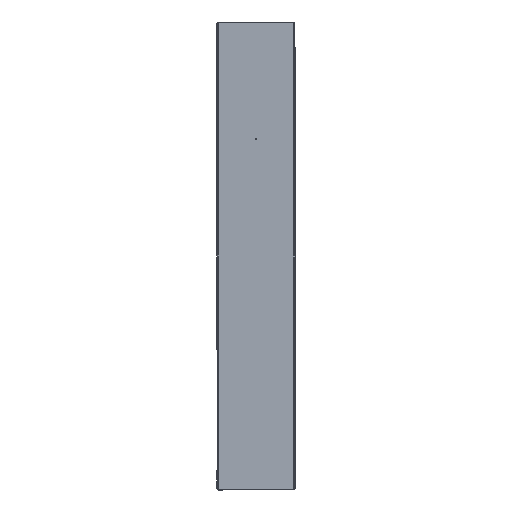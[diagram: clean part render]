
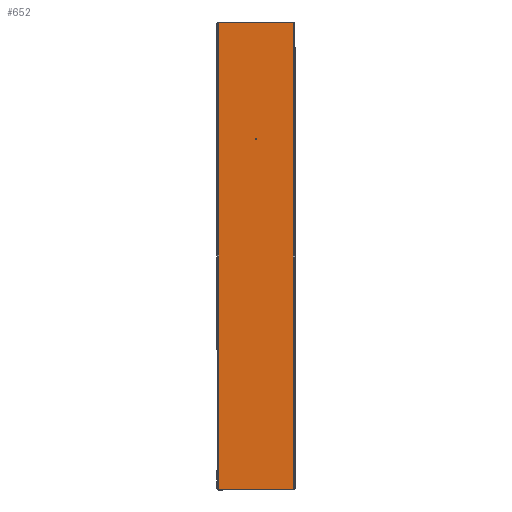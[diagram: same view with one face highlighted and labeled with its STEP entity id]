
A CAD part, left-side view. The second image highlights one B-rep face of the part: STEP entity #652.
In plain terms, the highlighted face is planar.
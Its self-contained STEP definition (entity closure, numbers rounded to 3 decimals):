
#14 = CARTESIAN_POINT ( 'NONE',  ( -597.66, 0., 0. ) ) ;
#23 = DIRECTION ( 'NONE',  ( -1., 0., 0. ) ) ;
#27 = CARTESIAN_POINT ( 'NONE',  ( 0., 0., 0. ) ) ;
#67 = CARTESIAN_POINT ( 'NONE',  ( -148.83, 48., 0. ) ) ;
#99 = EDGE_CURVE ( 'NONE', #647, #2264, #528, .T. ) ;
#121 = VECTOR ( 'NONE', #792, 1000. ) ;
#198 = DIRECTION ( 'NONE',  ( 1., 0., 0. ) ) ;
#284 = CARTESIAN_POINT ( 'NONE',  ( -149.33, 48., 0. ) ) ;
#289 = DIRECTION ( 'NONE',  ( 0., -1., 0. ) ) ;
#290 = DIRECTION ( 'NONE',  ( 1., 0., 0. ) ) ;
#305 = CIRCLE ( 'NONE', #915, 0.5 ) ;
#354 = VERTEX_POINT ( 'NONE', #284 ) ;
#394 = VERTEX_POINT ( 'NONE', #1369 ) ;
#427 = DIRECTION ( 'NONE',  ( 0., 0., -1. ) ) ;
#474 = EDGE_LOOP ( 'NONE', ( #2184, #1509 ) ) ;
#528 = LINE ( 'NONE', #2029, #2315 ) ;
#572 = VECTOR ( 'NONE', #289, 1000. ) ;
#635 = EDGE_LOOP ( 'NONE', ( #1985, #1567, #1799, #2085 ) ) ;
#647 = VERTEX_POINT ( 'NONE', #14 ) ;
#652 = ADVANCED_FACE ( 'NONE', ( #1097, #735 ), #1319, .T. ) ;
#657 = CARTESIAN_POINT ( 'NONE',  ( 0., 96., 0. ) ) ;
#735 = FACE_OUTER_BOUND ( 'NONE', #635, .T. ) ;
#792 = DIRECTION ( 'NONE',  ( 0., 1., 0. ) ) ;
#833 = DIRECTION ( 'NONE',  ( 0., 0., -1. ) ) ;
#915 = AXIS2_PLACEMENT_3D ( 'NONE', #1600, #833, #290 ) ;
#1011 = CARTESIAN_POINT ( 'NONE',  ( 0., 0., 0. ) ) ;
#1081 = CARTESIAN_POINT ( 'NONE',  ( 0., 96., 0. ) ) ;
#1097 = FACE_BOUND ( 'NONE', #474, .T. ) ;
#1106 = LINE ( 'NONE', #1081, #1466 ) ;
#1134 = DIRECTION ( 'NONE',  ( 0., 0., 1. ) ) ;
#1157 = CARTESIAN_POINT ( 'NONE',  ( -148.33, 48., 0. ) ) ;
#1319 = PLANE ( 'NONE',  #2235 ) ;
#1338 = LINE ( 'NONE', #1011, #121 ) ;
#1347 = AXIS2_PLACEMENT_3D ( 'NONE', #67, #427, #2308 ) ;
#1369 = CARTESIAN_POINT ( 'NONE',  ( -597.66, 96., 0. ) ) ;
#1466 = VECTOR ( 'NONE', #23, 1000. ) ;
#1478 = EDGE_CURVE ( 'NONE', #354, #1809, #2363, .T. ) ;
#1509 = ORIENTED_EDGE ( 'NONE', *, *, #1572, .T. ) ;
#1567 = ORIENTED_EDGE ( 'NONE', *, *, #2119, .T. ) ;
#1572 = EDGE_CURVE ( 'NONE', #1809, #354, #305, .T. ) ;
#1577 = VERTEX_POINT ( 'NONE', #657 ) ;
#1600 = CARTESIAN_POINT ( 'NONE',  ( -148.83, 48., 0. ) ) ;
#1779 = CARTESIAN_POINT ( 'NONE',  ( 0., 0., 0. ) ) ;
#1791 = EDGE_CURVE ( 'NONE', #2264, #1577, #1338, .T. ) ;
#1799 = ORIENTED_EDGE ( 'NONE', *, *, #1948, .T. ) ;
#1809 = VERTEX_POINT ( 'NONE', #1157 ) ;
#1834 = DIRECTION ( 'NONE',  ( 1., 0., 0. ) ) ;
#1948 = EDGE_CURVE ( 'NONE', #394, #647, #2017, .T. ) ;
#1977 = CARTESIAN_POINT ( 'NONE',  ( -597.66, 0., 0. ) ) ;
#1985 = ORIENTED_EDGE ( 'NONE', *, *, #1791, .T. ) ;
#2017 = LINE ( 'NONE', #1977, #572 ) ;
#2029 = CARTESIAN_POINT ( 'NONE',  ( 0., 0., 0. ) ) ;
#2085 = ORIENTED_EDGE ( 'NONE', *, *, #99, .T. ) ;
#2119 = EDGE_CURVE ( 'NONE', #1577, #394, #1106, .T. ) ;
#2184 = ORIENTED_EDGE ( 'NONE', *, *, #1478, .T. ) ;
#2235 = AXIS2_PLACEMENT_3D ( 'NONE', #27, #1134, #198 ) ;
#2264 = VERTEX_POINT ( 'NONE', #1779 ) ;
#2308 = DIRECTION ( 'NONE',  ( 1., 0., 0. ) ) ;
#2315 = VECTOR ( 'NONE', #1834, 1000. ) ;
#2363 = CIRCLE ( 'NONE', #1347, 0.5 ) ;
